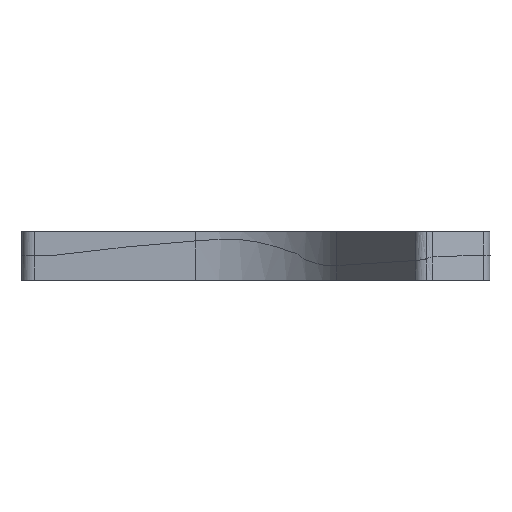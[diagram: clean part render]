
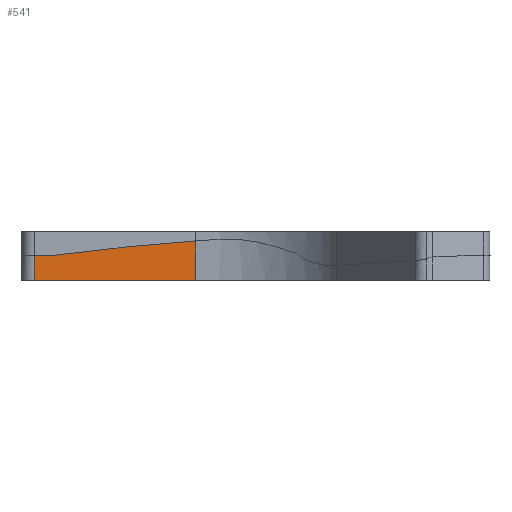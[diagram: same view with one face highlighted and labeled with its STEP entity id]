
A CAD part, left-side view. The second image highlights one B-rep face of the part: STEP entity #541.
In plain terms, the highlighted free-form (B-spline) face has degree [1, 1] with [2, 2] control points.
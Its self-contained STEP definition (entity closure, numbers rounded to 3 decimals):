
#541 = ADVANCED_FACE('',(#542),#599,.F.);
#542 = FACE_BOUND('',#543,.T.);
#543 = EDGE_LOOP('',(#544,#567,#574,#581,#588));
#544 = ORIENTED_EDGE('',*,*,#545,.F.);
#545 = EDGE_CURVE('',#546,#548,#550,.T.);
#546 = VERTEX_POINT('',#547);
#547 = CARTESIAN_POINT('',(-21.641,144.992,
    0.243));
#548 = VERTEX_POINT('',#549);
#549 = CARTESIAN_POINT('',(-21.641,133.087,
    0.501));
#550 = B_SPLINE_CURVE_WITH_KNOTS('',3,(#551,#552,#553,#554,#555,#556,
    #557,#558,#559,#560,#561,#562,#563,#564,#565,#566),.UNSPECIFIED.,.F.
  ,.F.,(4,2,2,2,2,2,2,4),(0.006,0.009,
    0.012,0.013,0.014,
    0.015,0.016,0.017),
  .UNSPECIFIED.);
#551 = CARTESIAN_POINT('',(-21.641,144.992,
    0.243));
#552 = CARTESIAN_POINT('',(-21.641,144.,
    0.261));
#553 = CARTESIAN_POINT('',(-21.641,143.008,
    0.28));
#554 = CARTESIAN_POINT('',(-21.641,141.024,
    0.322));
#555 = CARTESIAN_POINT('',(-21.641,140.032,
    0.345));
#556 = CARTESIAN_POINT('',(-21.641,138.544,
    0.376));
#557 = CARTESIAN_POINT('',(-21.641,138.047,0.385
    ));
#558 = CARTESIAN_POINT('',(-21.641,137.055,
    0.406));
#559 = CARTESIAN_POINT('',(-21.641,136.559,
    0.423));
#560 = CARTESIAN_POINT('',(-21.641,135.816,0.446
    ));
#561 = CARTESIAN_POINT('',(-21.641,135.568,
    0.453));
#562 = CARTESIAN_POINT('',(-21.641,135.071,
    0.46));
#563 = CARTESIAN_POINT('',(-21.641,134.823,
    0.459));
#564 = CARTESIAN_POINT('',(-21.641,134.079,
    0.447));
#565 = CARTESIAN_POINT('',(-21.641,133.582,
    0.436));
#566 = CARTESIAN_POINT('',(-21.641,133.087,
    0.501));
#567 = ORIENTED_EDGE('',*,*,#568,.T.);
#568 = EDGE_CURVE('',#546,#569,#571,.T.);
#569 = VERTEX_POINT('',#570);
#570 = CARTESIAN_POINT('',(-21.641,144.992,
    -12.984));
#571 = B_SPLINE_CURVE_WITH_KNOTS('',1,(#572,#573),.UNSPECIFIED.,.F.,.F.,
  (2,2),(11.775,24.),.PIECEWISE_BEZIER_KNOTS.);
#572 = CARTESIAN_POINT('',(-21.641,144.992,
    0.243));
#573 = CARTESIAN_POINT('',(-21.641,144.992,
    -12.984));
#574 = ORIENTED_EDGE('',*,*,#575,.T.);
#575 = EDGE_CURVE('',#569,#576,#578,.T.);
#576 = VERTEX_POINT('',#577);
#577 = CARTESIAN_POINT('',(-21.641,59.421,
    -12.984));
#578 = B_SPLINE_CURVE_WITH_KNOTS('',1,(#579,#580),.UNSPECIFIED.,.F.,.F.,
  (2,2),(-79.083,-0.),.PIECEWISE_BEZIER_KNOTS.);
#579 = CARTESIAN_POINT('',(-21.641,144.992,
    -12.984));
#580 = CARTESIAN_POINT('',(-21.641,59.421,
    -12.984));
#581 = ORIENTED_EDGE('',*,*,#582,.F.);
#582 = EDGE_CURVE('',#583,#576,#585,.T.);
#583 = VERTEX_POINT('',#584);
#584 = CARTESIAN_POINT('',(-21.641,59.421,
    8.015));
#585 = B_SPLINE_CURVE_WITH_KNOTS('',1,(#586,#587),.UNSPECIFIED.,.F.,.F.,
  (2,2),(4.592,24.),.PIECEWISE_BEZIER_KNOTS.);
#586 = CARTESIAN_POINT('',(-21.641,59.421,
    8.015));
#587 = CARTESIAN_POINT('',(-21.641,59.421,
    -12.984));
#588 = ORIENTED_EDGE('',*,*,#589,.F.);
#589 = EDGE_CURVE('',#548,#583,#590,.T.);
#590 = B_SPLINE_CURVE_WITH_KNOTS('',3,(#591,#592,#593,#594,#595,#596,
    #597,#598),.UNSPECIFIED.,.F.,.F.,(4,2,2,4),(0.,0.034,
    0.051,0.068),.UNSPECIFIED.);
#591 = CARTESIAN_POINT('',(-21.641,133.087,
    0.501));
#592 = CARTESIAN_POINT('',(-21.641,120.848,
    2.102));
#593 = CARTESIAN_POINT('',(-21.641,108.59,
    3.545));
#594 = CARTESIAN_POINT('',(-21.641,90.169,
    5.426));
#595 = CARTESIAN_POINT('',(-21.641,84.025,
    6.007));
#596 = CARTESIAN_POINT('',(-21.641,71.729,
    7.076));
#597 = CARTESIAN_POINT('',(-21.641,65.577,
    7.564));
#598 = CARTESIAN_POINT('',(-21.641,59.421,
    8.015));
#599 = B_SPLINE_SURFACE_WITH_KNOTS('',1,1,(
    (#600,#601)
    ,(#602,#603
    )),.UNSPECIFIED.,.F.,.F.,.F.,(2,2),(2,2),(0.,79.083),(-24.,
    -4.592),.PIECEWISE_BEZIER_KNOTS.);
#600 = CARTESIAN_POINT('',(-21.641,59.421,
    -12.984));
#601 = CARTESIAN_POINT('',(-21.641,59.421,
    8.015));
#602 = CARTESIAN_POINT('',(-21.641,144.992,
    -12.984));
#603 = CARTESIAN_POINT('',(-21.641,144.992,
    8.015));
